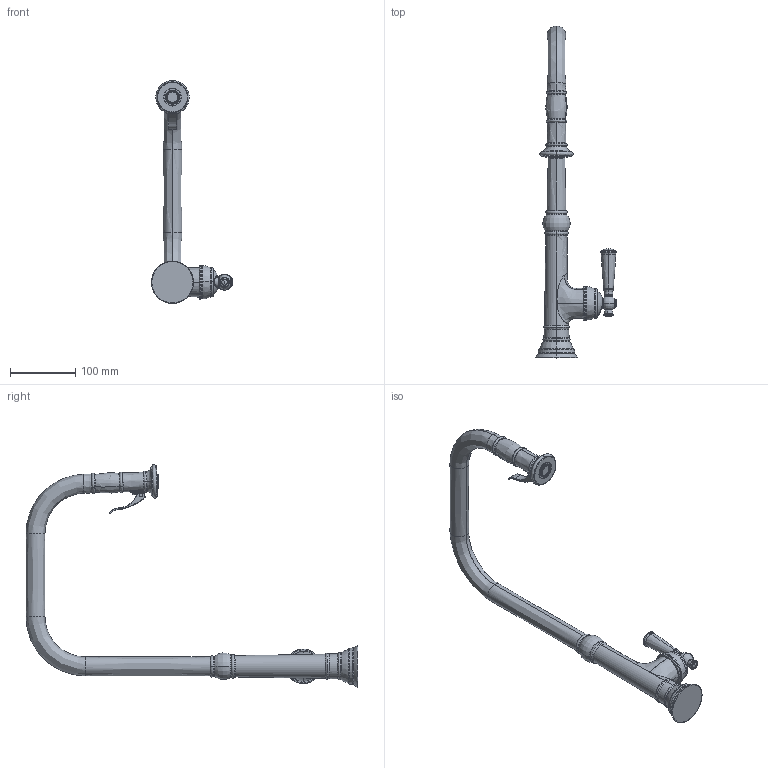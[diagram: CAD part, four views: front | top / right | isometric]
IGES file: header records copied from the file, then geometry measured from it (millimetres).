
Start section:  PTC IGES file: 2470-7183.igs
Global section: file name: 2470-7183.igs; native system: Creo Parametric by PTC Inc.; preprocessor: 2025093; author: SwamiS; organization: Unknown; date: 20250909.225751; units: inch
Bounding box: 124.68 x 509.22 x 341.97 mm (x, y, z)
Surface area: 117560.7 mm2 (no closed solid volume)
Topology: 0 solids, 0 shells, 475 faces, 2110 edges, 2095 vertices
Faces by surface type: revolution 364, bspline 111
